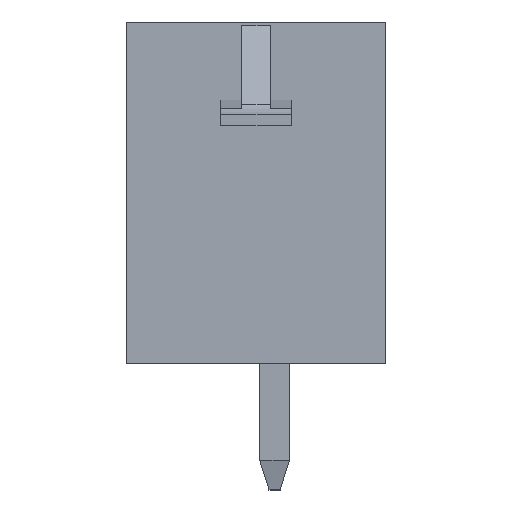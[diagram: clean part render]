
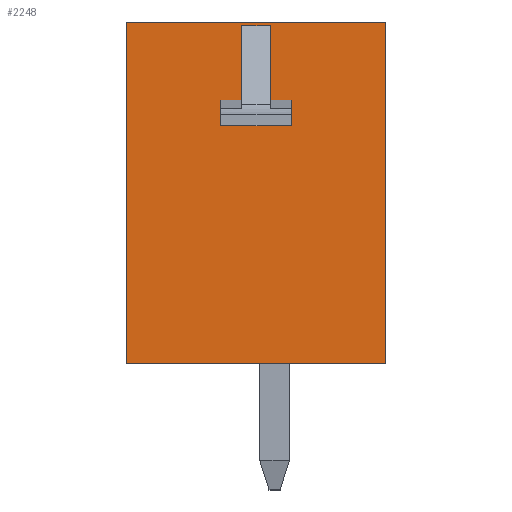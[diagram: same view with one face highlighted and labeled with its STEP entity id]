
A CAD part, top view. The second image highlights one B-rep face of the part: STEP entity #2248.
In plain terms, the highlighted planar face has unit normal (0, 0, 1).
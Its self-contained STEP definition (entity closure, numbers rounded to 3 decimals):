
#1=DIRECTION('',(1.,0.,0.));
#2=VECTOR('',#1,7.);
#3=CARTESIAN_POINT('',(-3.6,-3.853,0.));
#4=LINE('',#3,#2);
#5=DIRECTION('',(0.,-1.,0.));
#6=VECTOR('',#5,9.2);
#7=CARTESIAN_POINT('',(-3.6,5.347,0.));
#8=LINE('',#7,#6);
#9=DIRECTION('',(-1.,0.,0.));
#10=VECTOR('',#9,7.);
#11=CARTESIAN_POINT('',(3.4,5.347,0.));
#12=LINE('',#11,#10);
#13=DIRECTION('',(0.,1.,0.));
#14=VECTOR('',#13,9.2);
#15=CARTESIAN_POINT('',(3.4,-3.853,0.));
#16=LINE('',#15,#14);
#17=DIRECTION('',(0.,1.,0.));
#18=VECTOR('',#17,0.495);
#19=CARTESIAN_POINT('',(0.85,2.747,0.));
#20=LINE('',#19,#18);
#21=DIRECTION('',(-1.,0.,0.));
#22=VECTOR('',#21,0.76);
#23=CARTESIAN_POINT('',(0.28,5.244,0.));
#24=LINE('',#23,#22);
#25=DIRECTION('',(1.,0.,0.));
#26=VECTOR('',#25,0.57);
#27=CARTESIAN_POINT('',(-1.05,3.242,0.));
#28=LINE('',#27,#26);
#29=DIRECTION('',(0.,1.,0.));
#30=VECTOR('',#29,0.495);
#31=CARTESIAN_POINT('',(-1.05,2.747,0.));
#32=LINE('',#31,#30);
#33=DIRECTION('',(-1.,0.,0.));
#34=VECTOR('',#33,1.9);
#35=CARTESIAN_POINT('',(0.85,2.747,0.));
#36=LINE('',#35,#34);
#1622=DIRECTION('',(-1.,0.,0.));
#1623=VECTOR('',#1622,0.57);
#1624=CARTESIAN_POINT('',(0.85,3.242,0.));
#1625=LINE('',#1624,#1623);
#1626=DIRECTION('',(0.,-1.,0.));
#1627=VECTOR('',#1626,2.002);
#1628=CARTESIAN_POINT('',(0.28,5.244,0.));
#1629=LINE('',#1628,#1627);
#1693=DIRECTION('',(0.,1.,0.));
#1694=VECTOR('',#1693,2.002);
#1695=CARTESIAN_POINT('',(-0.48,3.242,0.));
#1696=LINE('',#1695,#1694);
#1705=CARTESIAN_POINT('',(-3.6,-3.853,0.));
#1706=CARTESIAN_POINT('',(3.4,-3.853,0.));
#1707=VERTEX_POINT('',#1705);
#1708=VERTEX_POINT('',#1706);
#1709=CARTESIAN_POINT('',(3.4,5.347,0.));
#1710=VERTEX_POINT('',#1709);
#1711=CARTESIAN_POINT('',(-3.6,5.347,0.));
#1712=VERTEX_POINT('',#1711);
#2187=CARTESIAN_POINT('',(0.85,2.747,0.));
#2188=VERTEX_POINT('',#2187);
#2189=CARTESIAN_POINT('',(-1.05,2.747,0.));
#2190=VERTEX_POINT('',#2189);
#2192=CARTESIAN_POINT('',(-0.48,3.242,0.));
#2194=VERTEX_POINT('',#2192);
#2195=CARTESIAN_POINT('',(-0.48,5.244,0.));
#2196=VERTEX_POINT('',#2195);
#2197=CARTESIAN_POINT('',(-1.05,3.242,0.));
#2198=VERTEX_POINT('',#2197);
#2203=CARTESIAN_POINT('',(0.28,5.244,0.));
#2204=CARTESIAN_POINT('',(0.28,3.242,0.));
#2205=VERTEX_POINT('',#2203);
#2206=VERTEX_POINT('',#2204);
#2209=CARTESIAN_POINT('',(0.85,3.242,0.));
#2210=VERTEX_POINT('',#2209);
#2215=CARTESIAN_POINT('',(0.,0.,0.));
#2216=DIRECTION('',(0.,0.,1.));
#2217=DIRECTION('',(1.,0.,0.));
#2218=AXIS2_PLACEMENT_3D('',#2215,#2216,#2217);
#2219=PLANE('',#2218);
#2221=ORIENTED_EDGE('',*,*,#2220,.F.);
#2223=ORIENTED_EDGE('',*,*,#2222,.F.);
#2225=ORIENTED_EDGE('',*,*,#2224,.F.);
#2227=ORIENTED_EDGE('',*,*,#2226,.F.);
#2228=EDGE_LOOP('',(#2221,#2223,#2225,#2227));
#2229=FACE_OUTER_BOUND('',#2228,.F.);
#2231=ORIENTED_EDGE('',*,*,#2230,.T.);
#2233=ORIENTED_EDGE('',*,*,#2232,.T.);
#2235=ORIENTED_EDGE('',*,*,#2234,.F.);
#2237=ORIENTED_EDGE('',*,*,#2236,.T.);
#2239=ORIENTED_EDGE('',*,*,#2238,.F.);
#2241=ORIENTED_EDGE('',*,*,#2240,.F.);
#2243=ORIENTED_EDGE('',*,*,#2242,.F.);
#2245=ORIENTED_EDGE('',*,*,#2244,.F.);
#2246=EDGE_LOOP('',(#2231,#2233,#2235,#2237,#2239,#2241,#2243,#2245));
#2247=FACE_BOUND('',#2246,.F.);
#2220=EDGE_CURVE('',#1707,#1708,#4,.T.);
#2222=EDGE_CURVE('',#1712,#1707,#8,.T.);
#2224=EDGE_CURVE('',#1710,#1712,#12,.T.);
#2226=EDGE_CURVE('',#1708,#1710,#16,.T.);
#2230=EDGE_CURVE('',#2188,#2210,#20,.T.);
#2232=EDGE_CURVE('',#2210,#2206,#1625,.T.);
#2234=EDGE_CURVE('',#2205,#2206,#1629,.T.);
#2236=EDGE_CURVE('',#2205,#2196,#24,.T.);
#2238=EDGE_CURVE('',#2194,#2196,#1696,.T.);
#2240=EDGE_CURVE('',#2198,#2194,#28,.T.);
#2242=EDGE_CURVE('',#2190,#2198,#32,.T.);
#2244=EDGE_CURVE('',#2188,#2190,#36,.T.);
#2248=ADVANCED_FACE('',(#2229,#2247),#2219,.T.);
